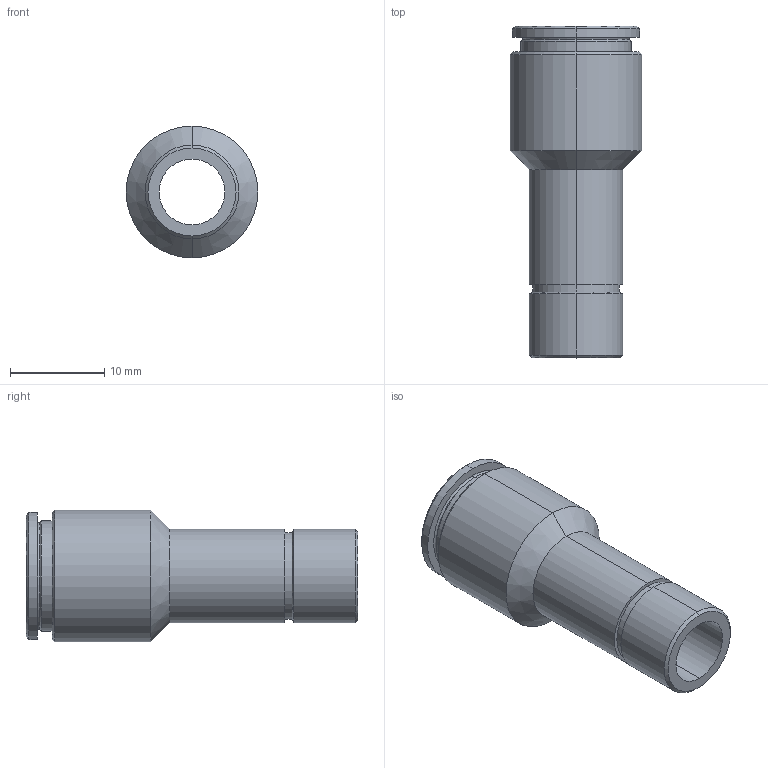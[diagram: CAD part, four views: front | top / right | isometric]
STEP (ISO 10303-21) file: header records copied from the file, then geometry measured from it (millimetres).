
FILE_DESCRIPTION (( 'STEP AP203' ), '1' );
FILE_NAME ('X0154050.STEP', '2010-10-21T09:11:25', ( '' ), ( 'sopra-pneumatic' ), 'SwSTEP 2.0', 'SolidWorks 2009', '' );
FILE_SCHEMA (( 'CONFIG_CONTROL_DESIGN' ));
Length unit declared in the file: millimetre
Products named in the file (1): X0154050
Bounding box: 14 x 35.25 x 14 mm (x, y, z)
Volume: 2134.1 mm3; surface area: 2352.6 mm2
Topology: 1 solids, 1 shells, 39 faces, 82 edges, 48 vertices
Faces by surface type: cylinder 16, cone 14, plane 5, torus 4
Entity records: 1129 total; most frequent: DIRECTION 214, CARTESIAN_POINT 170, ORIENTED_EDGE 164, AXIS2_PLACEMENT_3D 92, EDGE_CURVE 82, CIRCLE 52, VERTEX_POINT 48, EDGE_LOOP 44
